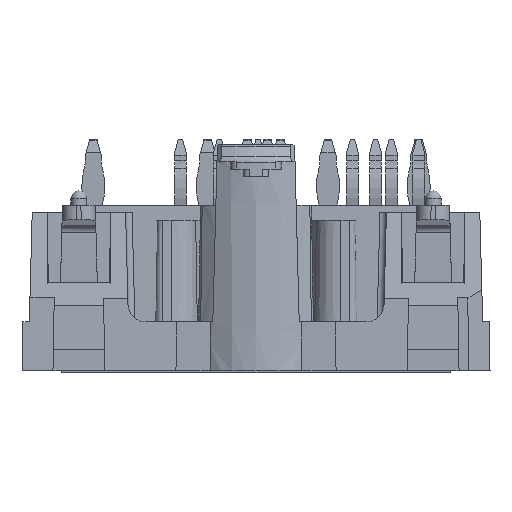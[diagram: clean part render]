
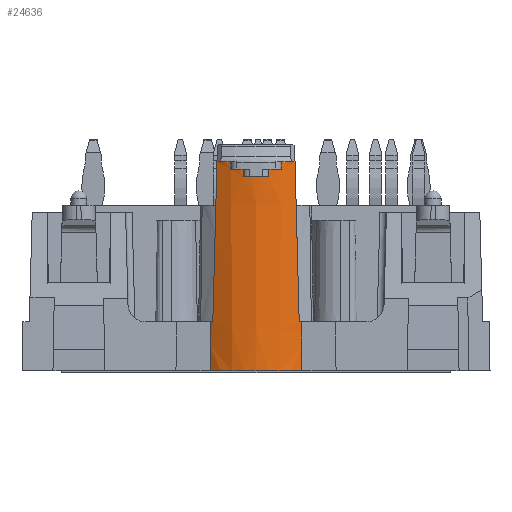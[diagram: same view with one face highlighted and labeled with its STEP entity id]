
A CAD part, left-side view. The second image highlights one B-rep face of the part: STEP entity #24636.
In plain terms, the highlighted conical face has half-angle 0.516 degrees and reference radius 5.5 mm.
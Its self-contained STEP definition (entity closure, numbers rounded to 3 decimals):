
#58=B_SPLINE_CURVE_WITH_KNOTS('',3,(#34694,#34695,#34696,#34697),
 .UNSPECIFIED.,.F.,.F.,(4,4),(0.002,0.002),
 .UNSPECIFIED.);
#59=B_SPLINE_CURVE_WITH_KNOTS('',3,(#34701,#34702,#34703,#34704),
 .UNSPECIFIED.,.F.,.F.,(4,4),(0.002,0.002),
 .UNSPECIFIED.);
#60=B_SPLINE_CURVE_WITH_KNOTS('',3,(#34708,#34709,#34710,#34711),
 .UNSPECIFIED.,.F.,.F.,(4,4),(0.002,0.003),
 .UNSPECIFIED.);
#61=B_SPLINE_CURVE_WITH_KNOTS('',3,(#34715,#34716,#34717,#34718),
 .UNSPECIFIED.,.F.,.F.,(4,4),(0.002,0.002),
 .UNSPECIFIED.);
#97=CONICAL_SURFACE('',#25952,5.5,0.009);
#202=CIRCLE('',#25459,5.469);
#294=CIRCLE('',#25844,5.5);
#297=CIRCLE('',#25849,5.5);
#315=CIRCLE('',#25873,5.6);
#317=CIRCLE('',#25953,5.595);
#318=CIRCLE('',#25954,5.591);
#319=CIRCLE('',#25955,5.595);
#320=CIRCLE('',#25956,5.6);
#6698=ORIENTED_EDGE('',*,*,#11101,.T.);
#6699=ORIENTED_EDGE('',*,*,#11229,.T.);
#6700=ORIENTED_EDGE('',*,*,#11230,.T.);
#6701=ORIENTED_EDGE('',*,*,#11231,.T.);
#6702=ORIENTED_EDGE('',*,*,#11232,.T.);
#6703=ORIENTED_EDGE('',*,*,#11233,.T.);
#6704=ORIENTED_EDGE('',*,*,#11234,.T.);
#6705=ORIENTED_EDGE('',*,*,#11235,.T.);
#6706=ORIENTED_EDGE('',*,*,#11236,.T.);
#6707=ORIENTED_EDGE('',*,*,#11237,.F.);
#6708=ORIENTED_EDGE('',*,*,#11066,.T.);
#6709=ORIENTED_EDGE('',*,*,#11238,.T.);
#6710=ORIENTED_EDGE('',*,*,#10457,.F.);
#6711=ORIENTED_EDGE('',*,*,#11121,.F.);
#6712=ORIENTED_EDGE('',*,*,#11061,.T.);
#6713=ORIENTED_EDGE('',*,*,#11239,.F.);
#10457=EDGE_CURVE('',#13061,#13062,#202,.T.);
#11061=EDGE_CURVE('',#13465,#13466,#294,.T.);
#11066=EDGE_CURVE('',#13467,#13471,#297,.T.);
#11101=EDGE_CURVE('',#13500,#13504,#315,.T.);
#11121=EDGE_CURVE('',#13465,#13061,#14681,.T.);
#11229=EDGE_CURVE('',#13504,#13573,#58,.T.);
#11230=EDGE_CURVE('',#13573,#13574,#317,.T.);
#11231=EDGE_CURVE('',#13574,#13575,#59,.T.);
#11232=EDGE_CURVE('',#13575,#13576,#318,.T.);
#11233=EDGE_CURVE('',#13576,#13577,#60,.T.);
#11234=EDGE_CURVE('',#13577,#13578,#319,.T.);
#11235=EDGE_CURVE('',#13578,#13579,#61,.T.);
#11236=EDGE_CURVE('',#13579,#13580,#320,.T.);
#11237=EDGE_CURVE('',#13467,#13580,#14697,.F.);
#11238=EDGE_CURVE('',#13471,#13062,#14698,.F.);
#11239=EDGE_CURVE('',#13500,#13466,#14699,.F.);
#13061=VERTEX_POINT('',#33058);
#13062=VERTEX_POINT('',#33060);
#13465=VERTEX_POINT('',#34352);
#13466=VERTEX_POINT('',#34355);
#13467=VERTEX_POINT('',#34359);
#13471=VERTEX_POINT('',#34366);
#13500=VERTEX_POINT('',#34429);
#13504=VERTEX_POINT('',#34440);
#13573=VERTEX_POINT('',#34698);
#13574=VERTEX_POINT('',#34700);
#13575=VERTEX_POINT('',#34705);
#13576=VERTEX_POINT('',#34707);
#13577=VERTEX_POINT('',#34712);
#13578=VERTEX_POINT('',#34714);
#13579=VERTEX_POINT('',#34719);
#13580=VERTEX_POINT('',#34721);
#14681=ELLIPSE('',#25889,248.172,3.71);
#14697=ELLIPSE('',#25957,283.039,6.957);
#14698=ELLIPSE('',#25958,248.172,3.71);
#14699=ELLIPSE('',#25959,283.039,6.957);
#15199=EDGE_LOOP('',(#6698,#6699,#6700,#6701,#6702,#6703,#6704,#6705,#6706,
#6707,#6708,#6709,#6710,#6711,#6712,#6713));
#16241=FACE_BOUND('',#15199,.T.);
#24636=ADVANCED_FACE('',(#16241),#97,.T.);
#25459=AXIS2_PLACEMENT_3D('',#33059,#27633,#27634);
#25844=AXIS2_PLACEMENT_3D('',#34356,#28796,#28797);
#25849=AXIS2_PLACEMENT_3D('',#34367,#28807,#28808);
#25873=AXIS2_PLACEMENT_3D('',#34441,#28868,#28869);
#25889=AXIS2_PLACEMENT_3D('',#34479,#28910,#28911);
#25952=AXIS2_PLACEMENT_3D('',#34693,#29126,#29127);
#25953=AXIS2_PLACEMENT_3D('',#34699,#29128,#29129);
#25954=AXIS2_PLACEMENT_3D('',#34706,#29130,#29131);
#25955=AXIS2_PLACEMENT_3D('',#34713,#29132,#29133);
#25956=AXIS2_PLACEMENT_3D('',#34720,#29134,#29135);
#25957=AXIS2_PLACEMENT_3D('',#34722,#29136,#29137);
#25958=AXIS2_PLACEMENT_3D('',#34723,#29138,#29139);
#25959=AXIS2_PLACEMENT_3D('',#34724,#29140,#29141);
#27633=DIRECTION('',(0.,0.,-1.));
#27634=DIRECTION('',(-1.,0.,0.));
#28796=DIRECTION('',(0.,0.,-1.));
#28797=DIRECTION('',(-1.,0.,0.));
#28807=DIRECTION('',(0.,0.,-1.));
#28808=DIRECTION('',(-1.,0.,0.));
#28868=DIRECTION('',(0.,0.,-1.));
#28869=DIRECTION('',(-1.,0.,0.));
#28910=DIRECTION('',(1.,0.,0.017));
#28911=DIRECTION('',(-0.017,0.,1.));
#29126=DIRECTION('',(0.,0.,1.));
#29127=DIRECTION('',(-1.,0.,0.));
#29128=DIRECTION('',(0.,0.,-1.));
#29129=DIRECTION('',(-1.,0.,0.));
#29130=DIRECTION('',(0.,0.,-1.));
#29131=DIRECTION('',(-1.,0.,0.));
#29132=DIRECTION('',(0.,0.,-1.));
#29133=DIRECTION('',(-1.,0.,0.));
#29134=DIRECTION('',(0.,0.,-1.));
#29135=DIRECTION('',(-1.,0.,0.));
#29136=DIRECTION('',(0.,-1.,-0.026));
#29137=DIRECTION('',(0.,-0.026,1.));
#29138=DIRECTION('',(1.,0.,0.017));
#29139=DIRECTION('',(-0.017,0.,1.));
#29140=DIRECTION('',(0.,1.,-0.026));
#29141=DIRECTION('',(0.,0.026,1.));
#33058=CARTESIAN_POINT('',(-31.941,-3.193,0.));
#33059=CARTESIAN_POINT('',(-27.5,0.,0.));
#33060=CARTESIAN_POINT('',(-31.941,3.193,0.));
#34352=CARTESIAN_POINT('',(-32.,-3.162,3.4));
#34355=CARTESIAN_POINT('',(-32.11,-3.,3.4));
#34356=CARTESIAN_POINT('',(-27.5,0.,3.4));
#34359=CARTESIAN_POINT('',(-32.11,3.,3.4));
#34366=CARTESIAN_POINT('',(-32.,3.162,3.4));
#34367=CARTESIAN_POINT('',(-27.5,0.,3.4));
#34429=CARTESIAN_POINT('',(-32.401,-2.709,14.5));
#34440=CARTESIAN_POINT('',(-32.82,-1.75,14.5));
#34441=CARTESIAN_POINT('',(-27.5,0.,14.5));
#34479=CARTESIAN_POINT('',(-29.735,0.,-126.336));
#34693=CARTESIAN_POINT('',(-27.5,0.,3.4));
#34694=CARTESIAN_POINT('',(-32.82,-1.75,14.5));
#34695=CARTESIAN_POINT('',(-32.818,-1.75,14.333));
#34696=CARTESIAN_POINT('',(-32.816,-1.75,14.167));
#34697=CARTESIAN_POINT('',(-32.815,-1.75,14.));
#34698=CARTESIAN_POINT('',(-32.815,-1.75,14.));
#34699=CARTESIAN_POINT('',(-27.5,0.,14.));
#34700=CARTESIAN_POINT('',(-33.023,-0.9,14.));
#34701=CARTESIAN_POINT('',(-33.023,-0.9,14.));
#34702=CARTESIAN_POINT('',(-33.021,-0.9,13.833));
#34703=CARTESIAN_POINT('',(-33.02,-0.9,13.667));
#34704=CARTESIAN_POINT('',(-33.018,-0.9,13.5));
#34705=CARTESIAN_POINT('',(-33.018,-0.9,13.5));
#34706=CARTESIAN_POINT('',(-27.5,0.,13.5));
#34707=CARTESIAN_POINT('',(-33.018,0.9,13.5));
#34708=CARTESIAN_POINT('',(-33.018,0.9,13.5));
#34709=CARTESIAN_POINT('',(-33.02,0.9,13.667));
#34710=CARTESIAN_POINT('',(-33.021,0.9,13.833));
#34711=CARTESIAN_POINT('',(-33.023,0.9,14.));
#34712=CARTESIAN_POINT('',(-33.023,0.9,14.));
#34713=CARTESIAN_POINT('',(-27.5,0.,14.));
#34714=CARTESIAN_POINT('',(-32.815,1.75,14.));
#34715=CARTESIAN_POINT('',(-32.815,1.75,14.));
#34716=CARTESIAN_POINT('',(-32.816,1.75,14.167));
#34717=CARTESIAN_POINT('',(-32.818,1.75,14.333));
#34718=CARTESIAN_POINT('',(-32.82,1.75,14.5));
#34719=CARTESIAN_POINT('',(-32.82,1.75,14.5));
#34720=CARTESIAN_POINT('',(-27.5,0.,14.5));
#34721=CARTESIAN_POINT('',(-32.401,2.709,14.5));
#34722=CARTESIAN_POINT('',(-27.5,-2.549,215.309));
#34723=CARTESIAN_POINT('',(-29.735,0.,-126.336));
#34724=CARTESIAN_POINT('',(-27.5,2.549,215.309));
